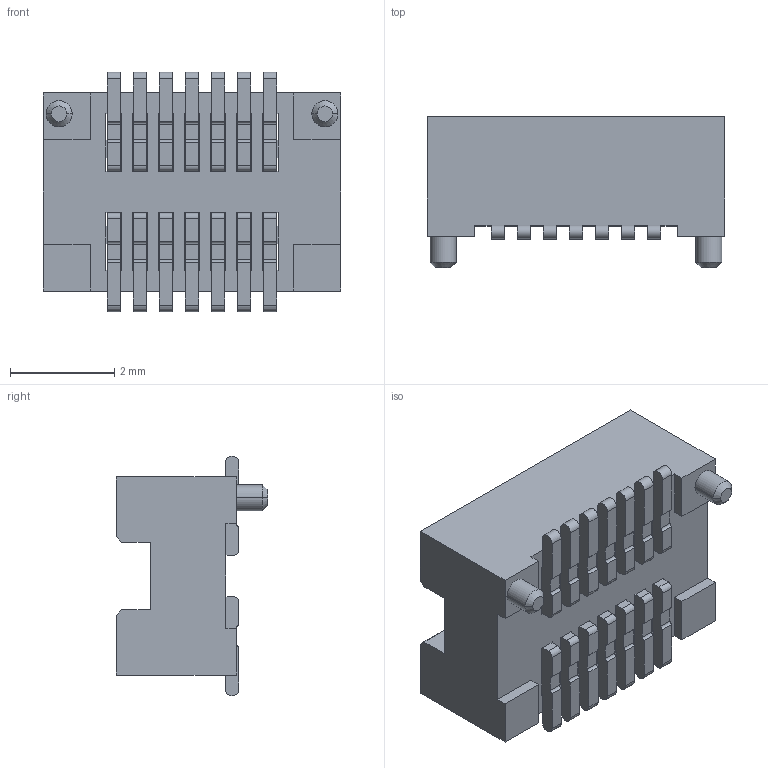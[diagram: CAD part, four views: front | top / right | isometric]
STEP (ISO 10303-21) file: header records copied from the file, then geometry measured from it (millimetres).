
FILE_DESCRIPTION((''),'2;1');
FILE_NAME('FBB05008-F20_H24','2024-07-09T',('工程三'),(''),'PRO/ENGINEER BY PARAMETRIC TECHNOLOGY CORPORATION, 2010280','PRO/ENGINEER BY PARAMETRIC TECHNOLOGY CORPORATION, 2010280','');
FILE_SCHEMA(('CONFIG_CONTROL_DESIGN'));
Length unit declared in the file: millimetre
Products named in the file (1): FBB05008-F20_H24
Bounding box: 5.7 x 2.9 x 4.6 mm (x, y, z)
Volume: 30.5 mm3; surface area: 192.8 mm2
Topology: 1 solids, 1 shells, 568 faces, 1970 edges, 1280 vertices
Faces by surface type: plane 420, cylinder 144, cone 4
Entity records: 21320 total; most frequent: CARTESIAN_POINT 3986, ORIENTED_EDGE 3940, DIRECTION 3342, EDGE_CURVE 1970, VECTOR 1622, LINE 1622, VERTEX_POINT 1280, AXIS2_PLACEMENT_3D 860
